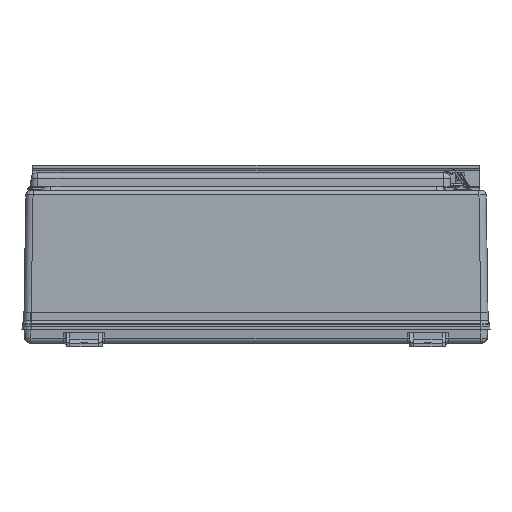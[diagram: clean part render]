
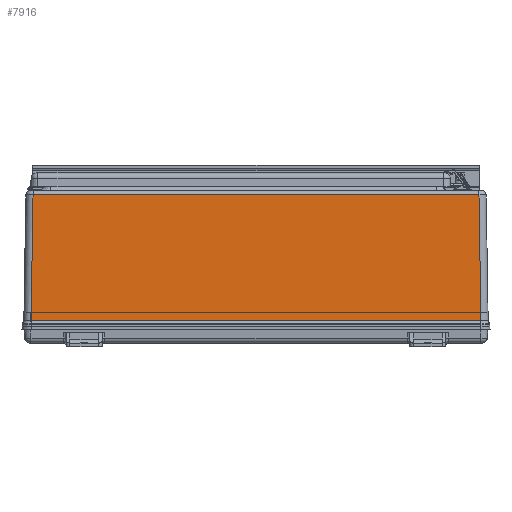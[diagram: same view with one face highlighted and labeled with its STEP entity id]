
A CAD part, front view. The second image highlights one B-rep face of the part: STEP entity #7916.
In plain terms, the highlighted planar face has unit normal (0, -1, 0.016).
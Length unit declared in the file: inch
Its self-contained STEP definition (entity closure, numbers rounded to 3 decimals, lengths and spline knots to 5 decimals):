
#561 = CARTESIAN_POINT ( 'NONE',  ( -16.12155, -18.44965, 0. ) ) ;
#2527 = VECTOR ( 'NONE', #70635, 39.37008 ) ;
#2578 = EDGE_LOOP ( 'NONE', ( #31858, #22355, #7627, #81219, #59076, #52808 ) ) ;
#5851 = DIRECTION ( 'NONE',  ( 0., -0.016, -1. ) ) ;
#6203 = DIRECTION ( 'NONE',  ( 0., -0.016, -1. ) ) ;
#7232 = CARTESIAN_POINT ( 'NONE',  ( 15.62161, -18.44965, 0. ) ) ;
#7627 = ORIENTED_EDGE ( 'NONE', *, *, #58523, .T. ) ;
#7916 = ADVANCED_FACE ( 'NONE', ( #22385 ), #63718, .T. ) ;
#8070 = EDGE_CURVE ( 'NONE', #47807, #8473, #68870, .T. ) ;
#8473 = VERTEX_POINT ( 'NONE', #24846 ) ;
#9053 = EDGE_CURVE ( 'NONE', #47807, #39605, #44866, .T. ) ;
#9241 = CARTESIAN_POINT ( 'NONE',  ( -16.12155, -18.31181, 8.72133 ) ) ;
#12168 = LINE ( 'NONE', #9241, #20113 ) ;
#13501 = EDGE_CURVE ( 'NONE', #77726, #44962, #32849, .T. ) ;
#17328 = DIRECTION ( 'NONE',  ( 0.016, 0.016, 1. ) ) ;
#19010 = CARTESIAN_POINT ( 'NONE',  ( -15.62159, -18.44965, 0. ) ) ;
#20113 = VECTOR ( 'NONE', #28590, 39.37008 ) ;
#22355 = ORIENTED_EDGE ( 'NONE', *, *, #72718, .T. ) ;
#22385 = FACE_OUTER_BOUND ( 'NONE', #2578, .T. ) ;
#24846 = CARTESIAN_POINT ( 'NONE',  ( 15.48377, -18.31181, 8.72133 ) ) ;
#26594 = LINE ( 'NONE', #68439, #69167 ) ;
#26677 = CARTESIAN_POINT ( 'NONE',  ( -16.12155, -18.44981, -0.00981 ) ) ;
#28201 = CARTESIAN_POINT ( 'NONE',  ( -15.62157, -18.44981, -0.00981 ) ) ;
#28590 = DIRECTION ( 'NONE',  ( -1., 0., 0. ) ) ;
#31858 = ORIENTED_EDGE ( 'NONE', *, *, #13501, .F. ) ;
#32849 = LINE ( 'NONE', #54753, #39784 ) ;
#32961 = DIRECTION ( 'NONE',  ( 0., -1., 0.016 ) ) ;
#37772 = CARTESIAN_POINT ( 'NONE',  ( 15.62157, -18.44973, -0.0049 ) ) ;
#38799 = DIRECTION ( 'NONE',  ( 0., -0.016, -1. ) ) ;
#38899 = DIRECTION ( 'NONE',  ( 1., 0., 0. ) ) ;
#39605 = VERTEX_POINT ( 'NONE', #73554 ) ;
#39784 = VECTOR ( 'NONE', #17328, 39.37008 ) ;
#40428 = LINE ( 'NONE', #26677, #77075 ) ;
#42833 = VECTOR ( 'NONE', #6203, 39.37008 ) ;
#44440 = CARTESIAN_POINT ( 'NONE',  ( -15.48377, -18.31181, 8.72133 ) ) ;
#44866 = LINE ( 'NONE', #37772, #42833 ) ;
#44962 = VERTEX_POINT ( 'NONE', #44440 ) ;
#47807 = VERTEX_POINT ( 'NONE', #79193 ) ;
#52808 = ORIENTED_EDGE ( 'NONE', *, *, #71397, .T. ) ;
#54753 = CARTESIAN_POINT ( 'NONE',  ( -15.61713, -18.44517, 0.28356 ) ) ;
#58523 = EDGE_CURVE ( 'NONE', #80083, #39605, #40428, .T. ) ;
#59076 = ORIENTED_EDGE ( 'NONE', *, *, #8070, .T. ) ;
#63718 = PLANE ( 'NONE',  #78611 ) ;
#68439 = CARTESIAN_POINT ( 'NONE',  ( -15.62157, -18.44965, 0. ) ) ;
#68870 = LINE ( 'NONE', #7232, #2527 ) ;
#69167 = VECTOR ( 'NONE', #5851, 39.37008 ) ;
#70635 = DIRECTION ( 'NONE',  ( -0.016, 0.016, 1. ) ) ;
#71397 = EDGE_CURVE ( 'NONE', #8473, #44962, #12168, .T. ) ;
#72718 = EDGE_CURVE ( 'NONE', #77726, #80083, #26594, .T. ) ;
#73554 = CARTESIAN_POINT ( 'NONE',  ( 15.62157, -18.44981, -0.00981 ) ) ;
#77075 = VECTOR ( 'NONE', #38899, 39.37008 ) ;
#77726 = VERTEX_POINT ( 'NONE', #19010 ) ;
#78611 = AXIS2_PLACEMENT_3D ( 'NONE', #561, #32961, #38799 ) ;
#79193 = CARTESIAN_POINT ( 'NONE',  ( 15.62159, -18.44965, 0. ) ) ;
#80083 = VERTEX_POINT ( 'NONE', #28201 ) ;
#81219 = ORIENTED_EDGE ( 'NONE', *, *, #9053, .F. ) ;
